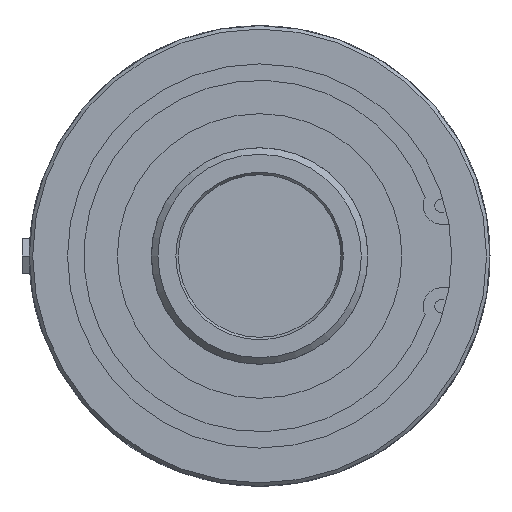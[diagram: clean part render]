
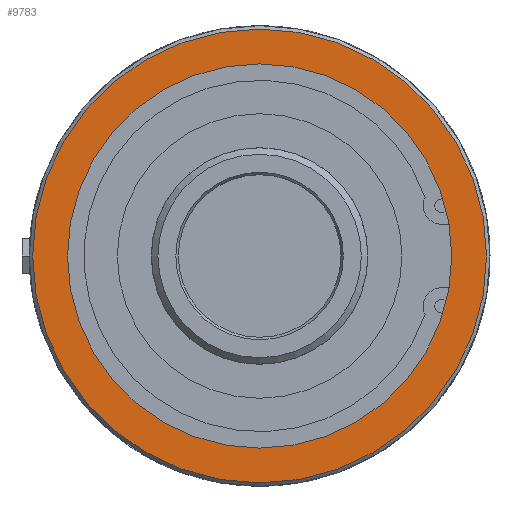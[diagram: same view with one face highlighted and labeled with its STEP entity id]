
A CAD part, left-side view. The second image highlights one B-rep face of the part: STEP entity #9783.
In plain terms, the highlighted planar face has unit normal (-1, 0, 0).
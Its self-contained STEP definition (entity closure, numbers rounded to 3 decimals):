
#461=PLANE('',#10547);
#518=FACE_BOUND('',#2114,.T.);
#1517=FACE_OUTER_BOUND('',#2113,.T.);
#2113=EDGE_LOOP('',(#8663));
#2114=EDGE_LOOP('',(#8664,#8665));
#2567=CIRCLE('',#10545,53.2);
#2568=CIRCLE('',#10548,45.035);
#2569=CIRCLE('',#10549,45.035);
#4515=VERTEX_POINT('',#69903);
#4516=VERTEX_POINT('',#69908);
#4517=VERTEX_POINT('',#69909);
#5918=EDGE_CURVE('',#4515,#4515,#2567,.T.);
#5919=EDGE_CURVE('',#4516,#4517,#2568,.T.);
#5920=EDGE_CURVE('',#4517,#4516,#2569,.T.);
#8663=ORIENTED_EDGE('',*,*,#5918,.F.);
#8664=ORIENTED_EDGE('',*,*,#5919,.T.);
#8665=ORIENTED_EDGE('',*,*,#5920,.T.);
#9783=ADVANCED_FACE('',(#1517,#518),#461,.F.);
#10545=AXIS2_PLACEMENT_3D('',#69905,#12472,#12473);
#10547=AXIS2_PLACEMENT_3D('',#69907,#12476,#12477);
#10548=AXIS2_PLACEMENT_3D('',#69910,#12478,#12479);
#10549=AXIS2_PLACEMENT_3D('',#69911,#12480,#12481);
#12472=DIRECTION('center_axis',(1.,0.,0.));
#12473=DIRECTION('ref_axis',(0.,-1.,0.));
#12476=DIRECTION('center_axis',(1.,0.,0.));
#12477=DIRECTION('ref_axis',(0.,0.,-1.));
#12478=DIRECTION('center_axis',(1.,0.,0.));
#12479=DIRECTION('ref_axis',(0.,1.,0.));
#12480=DIRECTION('center_axis',(1.,0.,0.));
#12481=DIRECTION('ref_axis',(0.,1.,0.));
#69903=CARTESIAN_POINT('',(2.,53.2,0.));
#69905=CARTESIAN_POINT('Origin',(2.,0.,0.));
#69907=CARTESIAN_POINT('Origin',(2.,27.,0.));
#69908=CARTESIAN_POINT('',(2.,45.035,0.));
#69909=CARTESIAN_POINT('',(2.,-45.035,0.));
#69910=CARTESIAN_POINT('Origin',(2.,0.,0.));
#69911=CARTESIAN_POINT('Origin',(2.,0.,0.));
